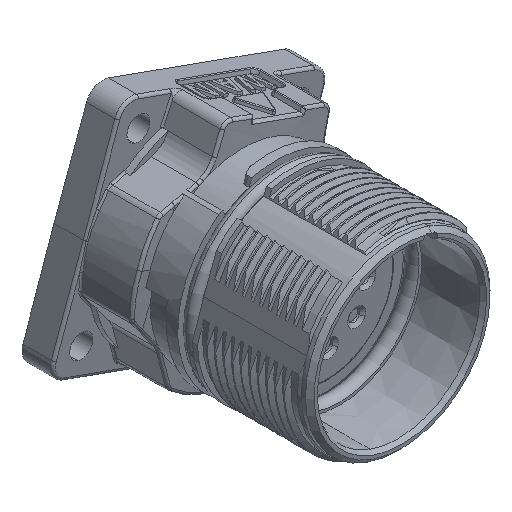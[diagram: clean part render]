
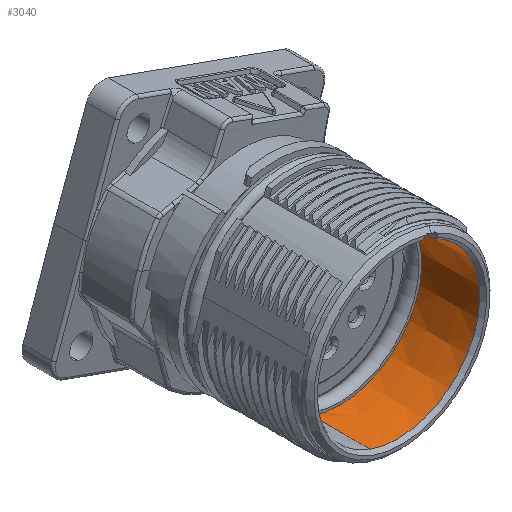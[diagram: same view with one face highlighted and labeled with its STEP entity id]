
A CAD part, isometric view. The second image highlights one B-rep face of the part: STEP entity #3040.
In plain terms, the highlighted conical face has half-angle 0.2 degrees and reference radius 9.564 mm.
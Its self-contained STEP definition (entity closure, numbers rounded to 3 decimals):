
#1048=B_SPLINE_CURVE_WITH_KNOTS('',3,(#21695,#21696,#21697,#21698),
 .UNSPECIFIED.,.F.,.F.,(4,4),(0.,1.),.UNSPECIFIED.);
#1253=CONICAL_SURFACE('',#11566,9.564,0.2);
#1949=LINE('',#21694,#2442);
#2442=VECTOR('',#13735,1.);
#3040=ADVANCED_FACE('',(#3782),#1253,.F.);
#3782=FACE_OUTER_BOUND('',#4426,.T.);
#4426=EDGE_LOOP('',(#7558,#7559,#7560,#7561));
#7558=ORIENTED_EDGE('',*,*,#9021,.F.);
#7559=ORIENTED_EDGE('',*,*,#10425,.T.);
#7560=ORIENTED_EDGE('',*,*,#9920,.F.);
#7561=ORIENTED_EDGE('',*,*,#10426,.F.);
#7904=VERTEX_POINT('',#14406);
#7905=VERTEX_POINT('',#14408);
#8490=VERTEX_POINT('',#19296);
#8491=VERTEX_POINT('',#19298);
#9021=EDGE_CURVE('',#7904,#7905,#10569,.T.);
#9920=EDGE_CURVE('',#8490,#8491,#10694,.T.);
#10425=EDGE_CURVE('',#7904,#8491,#1949,.T.);
#10426=EDGE_CURVE('',#7905,#8490,#1048,.T.);
#10569=CIRCLE('',#10918,9.556);
#10694=CIRCLE('',#11356,9.579);
#10918=AXIS2_PLACEMENT_3D('',#14407,#12042,#12043);
#11356=AXIS2_PLACEMENT_3D('',#19297,#13228,#13229);
#11566=AXIS2_PLACEMENT_3D('',#21699,#13736,#13737);
#12042=DIRECTION('',(0.,-1.,0.));
#12043=DIRECTION('',(0.,0.,1.));
#13228=DIRECTION('',(0.,1.,0.));
#13229=DIRECTION('',(0.423,0.,0.906));
#13735=DIRECTION('',(-0.001,-1.,-0.003));
#13736=DIRECTION('',(0.,-1.,0.));
#13737=DIRECTION('',(-0.337,0.,-0.942));
#14406=CARTESIAN_POINT('',(9.061,16.141,-36.525));
#14407=CARTESIAN_POINT('',(12.28,16.141,-27.528));
#14408=CARTESIAN_POINT('',(16.296,16.141,-18.857));
#19296=CARTESIAN_POINT('',(16.334,9.391,-18.849));
#19297=CARTESIAN_POINT('',(12.28,9.391,-27.528));
#19298=CARTESIAN_POINT('',(9.053,9.391,-36.548));
#21694=CARTESIAN_POINT('',(9.063,17.791,-36.52));
#21695=CARTESIAN_POINT('',(16.292,16.891,-18.858));
#21696=CARTESIAN_POINT('',(16.306,14.391,-18.855));
#21697=CARTESIAN_POINT('',(16.32,11.891,-18.852));
#21698=CARTESIAN_POINT('',(16.334,9.391,-18.849));
#21699=CARTESIAN_POINT('',(12.28,13.691,-27.528));
